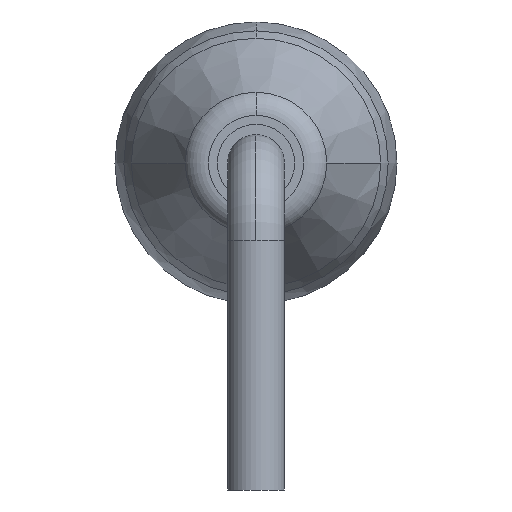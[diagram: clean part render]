
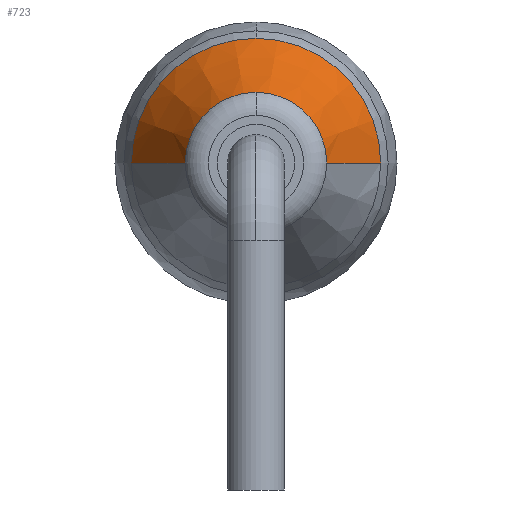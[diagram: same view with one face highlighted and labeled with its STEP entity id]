
A CAD part, left-side view. The second image highlights one B-rep face of the part: STEP entity #723.
In plain terms, the highlighted conical face has half-angle 26.565 degrees and reference radius 1.98 mm.
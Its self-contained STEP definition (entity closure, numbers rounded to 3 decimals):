
#463=CARTESIAN_POINT('',(-3.869,-1.368,2.73));
#464=VERTEX_POINT('',#463);
#472=CARTESIAN_POINT('',(-3.869,0.,4.098));
#473=VERTEX_POINT('',#472);
#474=CARTESIAN_POINT('',(-3.869,0.0,2.73));
#475=DIRECTION('',(-1.0,0.0,0.0));
#476=DIRECTION('',(0.0,1.0,0.0));
#477=AXIS2_PLACEMENT_3D('',#474,#475,#476);
#478=CIRCLE('',#477,1.368);
#479=EDGE_CURVE('',#464,#473,#478,.T.);
#514=CARTESIAN_POINT('',(-1.778,2.413,2.73));
#515=VERTEX_POINT('',#514);
#516=CARTESIAN_POINT('',(-3.869,1.368,2.73));
#517=VERTEX_POINT('',#516);
#518=CARTESIAN_POINT('',(-1.778,2.413,2.73));
#519=DIRECTION('',(-0.894,-0.447,0.0));
#520=VECTOR('',#519,2.337);
#521=LINE('',#518,#520);
#522=EDGE_CURVE('',#515,#517,#521,.T.);
#533=CARTESIAN_POINT('',(-1.778,-2.413,2.73));
#534=VERTEX_POINT('',#533);
#542=CARTESIAN_POINT('',(-1.778,-2.413,2.73));
#543=DIRECTION('',(-0.894,0.447,0.0));
#544=VECTOR('',#543,2.337);
#545=LINE('',#542,#544);
#546=EDGE_CURVE('',#534,#464,#545,.T.);
#594=CARTESIAN_POINT('',(-1.778,0.0,5.143));
#595=VERTEX_POINT('',#594);
#605=CARTESIAN_POINT('',(-1.778,0.0,2.73));
#606=DIRECTION('',(1.0,0.0,0.0));
#607=DIRECTION('',(0.0,1.0,0.0));
#608=AXIS2_PLACEMENT_3D('',#605,#606,#607);
#609=CIRCLE('',#608,2.413);
#610=EDGE_CURVE('',#595,#534,#609,.T.);
#677=CARTESIAN_POINT('',(-1.778,0.0,2.73));
#678=DIRECTION('',(1.0,0.0,0.0));
#679=DIRECTION('',(0.0,1.0,0.0));
#680=AXIS2_PLACEMENT_3D('',#677,#678,#679);
#681=CIRCLE('',#680,2.413);
#682=EDGE_CURVE('',#515,#595,#681,.T.);
#704=CARTESIAN_POINT('',(-2.645,0.0,2.73));
#705=DIRECTION('',(1.0,0.0,0.));
#706=DIRECTION('',(0.0,1.0,0.0));
#707=AXIS2_PLACEMENT_3D('',#704,#705,#706);
#708=CONICAL_SURFACE('',#707,1.98,26.565);
#709=ORIENTED_EDGE('',*,*,#522,.T.);
#710=CARTESIAN_POINT('',(-3.869,0.0,2.73));
#711=DIRECTION('',(-1.0,0.0,0.0));
#712=DIRECTION('',(0.0,1.0,0.0));
#713=AXIS2_PLACEMENT_3D('',#710,#711,#712);
#714=CIRCLE('',#713,1.368);
#715=EDGE_CURVE('',#473,#517,#714,.T.);
#716=ORIENTED_EDGE('',*,*,#715,.F.);
#717=ORIENTED_EDGE('',*,*,#479,.F.);
#718=ORIENTED_EDGE('',*,*,#546,.F.);
#719=ORIENTED_EDGE('',*,*,#610,.F.);
#720=ORIENTED_EDGE('',*,*,#682,.F.);
#721=EDGE_LOOP('',(#709,#716,#717,#718,#719,#720));
#722=FACE_OUTER_BOUND('',#721,.T.);
#723=ADVANCED_FACE('',(#722),#708,.T.);
